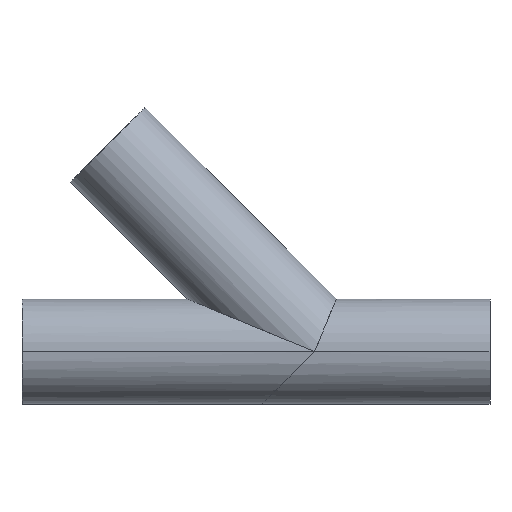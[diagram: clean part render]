
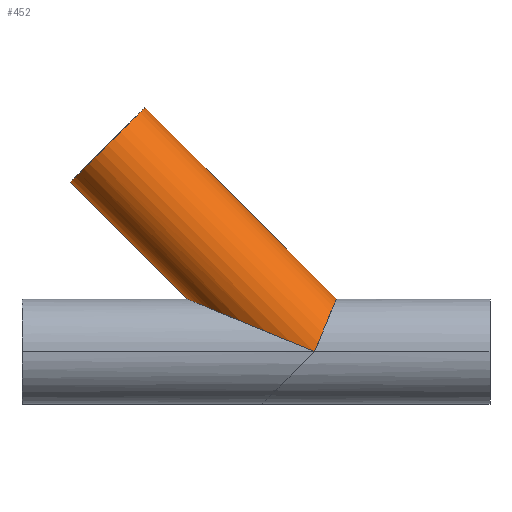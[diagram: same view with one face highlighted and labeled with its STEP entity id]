
A CAD part, top view. The second image highlights one B-rep face of the part: STEP entity #452.
In plain terms, the highlighted cylindrical face has radius 44.958 mm (diameter 89.916 mm), a partial arc.
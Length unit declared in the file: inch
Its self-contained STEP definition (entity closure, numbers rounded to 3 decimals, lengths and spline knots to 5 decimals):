
#4 = VECTOR ( 'NONE', #83, 39.37008 ) ;
#18 = VERTEX_POINT ( 'NONE', #2129 ) ;
#83 = DIRECTION ( 'NONE',  ( 0.707, -0.707, 0. ) ) ;
#176 = CARTESIAN_POINT ( 'NONE',  ( 0.41014, 1.77, 0. ) ) ;
#210 = EDGE_CURVE ( 'NONE', #2203, #18, #2513, .T. ) ;
#212 = CARTESIAN_POINT ( 'NONE',  ( 5.41645, 1.77, 0. ) ) ;
#215 = ORIENTED_EDGE ( 'NONE', *, *, #3899, .T. ) ;
#262 = CARTESIAN_POINT ( 'NONE',  ( -3.528, 5.70813, 0. ) ) ;
#353 = ORIENTED_EDGE ( 'NONE', *, *, #2489, .F. ) ;
#433 = CARTESIAN_POINT ( 'NONE',  ( 4.68329, 0., 1.77 ) ) ;
#452 = ADVANCED_FACE ( 'NONE', ( #2357 ), #3873, .T. ) ;
#470 = ORIENTED_EDGE ( 'NONE', *, *, #1713, .T. ) ;
#515 = CARTESIAN_POINT ( 'NONE',  ( 2.18014, 1.03684, 1.77 ) ) ;
#557 = AXIS2_PLACEMENT_3D ( 'NONE', #1715, #1087, #3015 ) ;
#678 =( BOUNDED_CURVE ( )  B_SPLINE_CURVE ( 3, ( #3516, #2913, #3836, #2001 ),
 .UNSPECIFIED., .F., .F. ) 
 B_SPLINE_CURVE_WITH_KNOTS ( ( 4, 4 ),
 ( 1.5708, 3.14159 ),
 .UNSPECIFIED. ) 
 CURVE ( )  GEOMETRIC_REPRESENTATION_ITEM ( )  RATIONAL_B_SPLINE_CURVE ( ( 1., 0.805, 0.805, 1. ) ) 
 REPRESENTATION_ITEM ( '' )  );
#763 = AXIS2_PLACEMENT_3D ( 'NONE', #3399, #1548, #3718 ) ;
#913 = EDGE_CURVE ( 'NONE', #3686, #3814, #2749, .T. ) ;
#960 = CARTESIAN_POINT ( 'NONE',  ( -3.528, 5.70813, 0. ) ) ;
#1047 = EDGE_LOOP ( 'NONE', ( #353, #3924, #215, #470, #1400 ) ) ;
#1087 = DIRECTION ( 'NONE',  ( 0.707, -0.707, 0. ) ) ;
#1400 = ORIENTED_EDGE ( 'NONE', *, *, #913, .F. ) ;
#1548 = DIRECTION ( 'NONE',  ( -0.707, 0.707, 0. ) ) ;
#1697 = CARTESIAN_POINT ( 'NONE',  ( -1.02484, 8.21129, 0. ) ) ;
#1713 = EDGE_CURVE ( 'NONE', #2726, #3814, #678, .T. ) ;
#1715 = CARTESIAN_POINT ( 'NONE',  ( -2.27642, 6.95971, 0. ) ) ;
#1928 = VECTOR ( 'NONE', #2330, 39.37008 ) ;
#2001 = CARTESIAN_POINT ( 'NONE',  ( 5.41645, 1.77, 0. ) ) ;
#2129 = CARTESIAN_POINT ( 'NONE',  ( 0.41014, 1.77, 0. ) ) ;
#2203 = VERTEX_POINT ( 'NONE', #960 ) ;
#2330 = DIRECTION ( 'NONE',  ( 0.707, -0.707, 0. ) ) ;
#2357 = FACE_OUTER_BOUND ( 'NONE', #1047, .T. ) ;
#2400 = CARTESIAN_POINT ( 'NONE',  ( 0.41014, 1.77, 1.03684 ) ) ;
#2489 = EDGE_CURVE ( 'NONE', #2203, #3686, #2619, .T. ) ;
#2513 = LINE ( 'NONE', #262, #4 ) ;
#2619 = CIRCLE ( 'NONE', #763, 1.77 ) ;
#2700 = CARTESIAN_POINT ( 'NONE',  ( 4.68329, 0., 1.77 ) ) ;
#2726 = VERTEX_POINT ( 'NONE', #433 ) ;
#2749 = LINE ( 'NONE', #1697, #1928 ) ;
#2913 = CARTESIAN_POINT ( 'NONE',  ( 5.11277, 1.03684, 1.77 ) ) ;
#3015 = DIRECTION ( 'NONE',  ( 0.707, 0.707, 0. ) ) ;
#3225 = CARTESIAN_POINT ( 'NONE',  ( -1.02484, 8.21129, 0. ) ) ;
#3399 = CARTESIAN_POINT ( 'NONE',  ( -2.27642, 6.95971, 0. ) ) ;
#3516 = CARTESIAN_POINT ( 'NONE',  ( 4.68329, 0., 1.77 ) ) ;
#3634 =( BOUNDED_CURVE ( )  B_SPLINE_CURVE ( 3, ( #176, #2400, #515, #2700 ),
 .UNSPECIFIED., .F., .F. ) 
 B_SPLINE_CURVE_WITH_KNOTS ( ( 4, 4 ),
 ( 0., 1.5708 ),
 .UNSPECIFIED. ) 
 CURVE ( )  GEOMETRIC_REPRESENTATION_ITEM ( )  RATIONAL_B_SPLINE_CURVE ( ( 1., 0.805, 0.805, 1. ) ) 
 REPRESENTATION_ITEM ( '' )  );
#3686 = VERTEX_POINT ( 'NONE', #3225 ) ;
#3718 = DIRECTION ( 'NONE',  ( -0.707, -0.707, 0. ) ) ;
#3814 = VERTEX_POINT ( 'NONE', #212 ) ;
#3836 = CARTESIAN_POINT ( 'NONE',  ( 5.41645, 1.77, 1.03684 ) ) ;
#3873 = CYLINDRICAL_SURFACE ( 'NONE', #557, 1.77 ) ;
#3899 = EDGE_CURVE ( 'NONE', #18, #2726, #3634, .T. ) ;
#3924 = ORIENTED_EDGE ( 'NONE', *, *, #210, .T. ) ;
